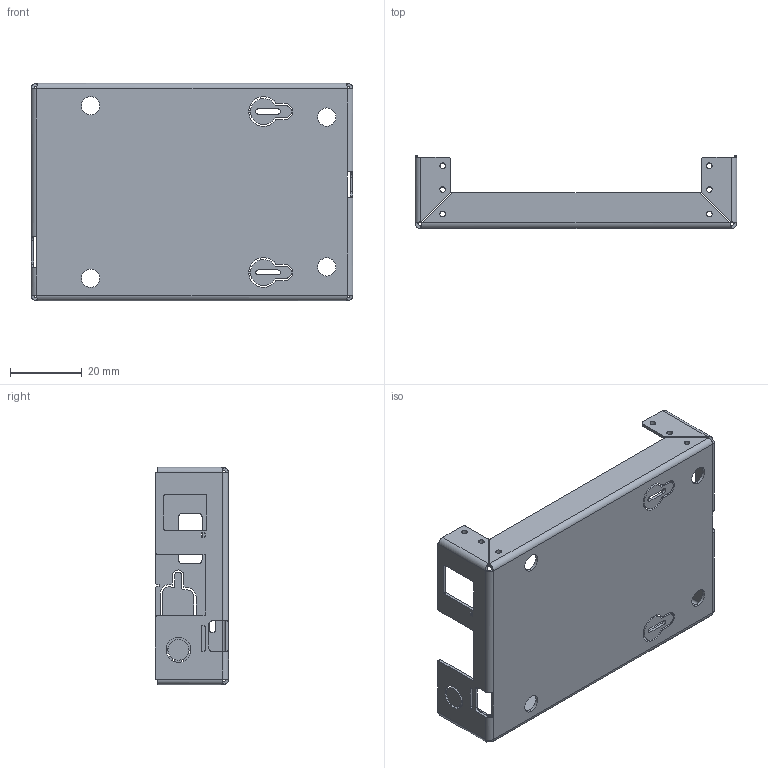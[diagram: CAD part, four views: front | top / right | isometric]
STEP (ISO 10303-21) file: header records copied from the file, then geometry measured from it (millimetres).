
FILE_DESCRIPTION (( 'STEP AP214' ), '1' );
FILE_NAME ('Chassis_bottom.STEP', '2014-06-16T13:26:19', ( '' ), ( '' ), 'SwSTEP 2.0', 'SolidWorks 2014', '' );
FILE_SCHEMA (( 'AUTOMOTIVE_DESIGN' ));
Length unit declared in the file: millimetre
Products named in the file (1): Chassis_bottom
Bounding box: 89.97 x 20.42 x 60.79 mm (x, y, z)
Volume: 7121.1 mm3; surface area: 18716.3 mm2
Topology: 1 solids, 1 shells, 348 faces, 966 edges, 628 vertices
Faces by surface type: cylinder 198, plane 134, bspline 16
Entity records: 12004 total; most frequent: CARTESIAN_POINT 2811, ORIENTED_EDGE 1932, DIRECTION 1916, EDGE_CURVE 966, AXIS2_PLACEMENT_3D 697, VERTEX_POINT 628, VECTOR 522, LINE 522
